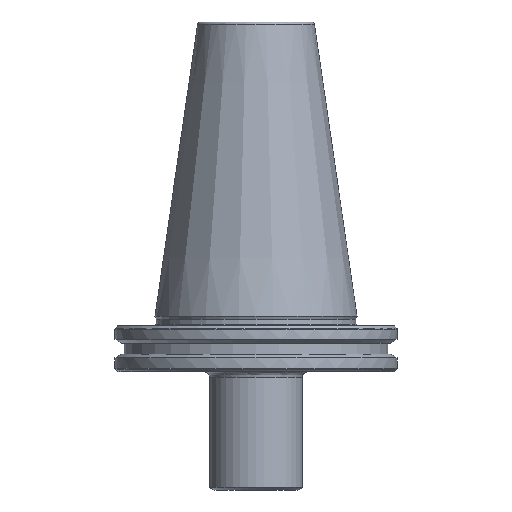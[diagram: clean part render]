
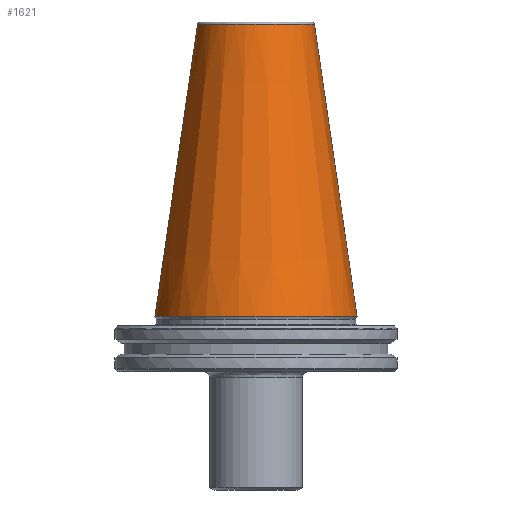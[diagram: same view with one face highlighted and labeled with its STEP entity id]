
A CAD part, front view. The second image highlights one B-rep face of the part: STEP entity #1621.
In plain terms, the highlighted conical face has half-angle 8.297 degrees and reference radius 34.925 mm.
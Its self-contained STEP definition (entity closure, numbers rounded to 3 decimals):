
#50 = CARTESIAN_POINT ( 'NONE',  ( 0., 0., 100.894 ) ) ;
#64 = ORIENTED_EDGE ( 'NONE', *, *, #1326, .T. ) ;
#97 = VERTEX_POINT ( 'NONE', #2266 ) ;
#143 = EDGE_CURVE ( 'NONE', #2193, #736, #421, .T. ) ;
#209 = AXIS2_PLACEMENT_3D ( 'NONE', #50, #995, #1490 ) ;
#234 = DIRECTION ( 'NONE',  ( -1., 0., 0. ) ) ;
#274 = DIRECTION ( 'NONE',  ( 0., 0., -1. ) ) ;
#322 = CARTESIAN_POINT ( 'NONE',  ( -34.925, 0., 0. ) ) ;
#338 = VECTOR ( 'NONE', #2860, 1000. ) ;
#358 = CARTESIAN_POINT ( 'NONE',  ( 0., 0., 0. ) ) ;
#421 = CIRCLE ( 'NONE', #542, 34.925 ) ;
#480 = CARTESIAN_POINT ( 'NONE',  ( 34.925, 0., 0. ) ) ;
#542 = AXIS2_PLACEMENT_3D ( 'NONE', #1261, #1472, #1455 ) ;
#736 = VERTEX_POINT ( 'NONE', #480 ) ;
#856 = CARTESIAN_POINT ( 'NONE',  ( -34.925, 0., 0. ) ) ;
#995 = DIRECTION ( 'NONE',  ( 0., 0., -1. ) ) ;
#1130 = EDGE_CURVE ( 'NONE', #97, #2193, #2018, .T. ) ;
#1150 = CIRCLE ( 'NONE', #209, 20.211 ) ;
#1213 = ORIENTED_EDGE ( 'NONE', *, *, #1719, .F. ) ;
#1261 = CARTESIAN_POINT ( 'NONE',  ( 0., 0., 0. ) ) ;
#1326 = EDGE_CURVE ( 'NONE', #1462, #97, #1150, .T. ) ;
#1455 = DIRECTION ( 'NONE',  ( -1., 0., 0. ) ) ;
#1462 = VERTEX_POINT ( 'NONE', #2509 ) ;
#1472 = DIRECTION ( 'NONE',  ( 0., 0., 1. ) ) ;
#1490 = DIRECTION ( 'NONE',  ( -1., 0., 0. ) ) ;
#1608 = AXIS2_PLACEMENT_3D ( 'NONE', #358, #274, #234 ) ;
#1621 = ADVANCED_FACE ( 'NONE', ( #1797 ), #2939, .T. ) ;
#1670 = DIRECTION ( 'NONE',  ( -0.144, 0., -0.99 ) ) ;
#1719 = EDGE_CURVE ( 'NONE', #1462, #736, #2153, .T. ) ;
#1797 = FACE_OUTER_BOUND ( 'NONE', #1825, .T. ) ;
#1825 = EDGE_LOOP ( 'NONE', ( #1213, #64, #2186, #2326 ) ) ;
#2018 = LINE ( 'NONE', #322, #2149 ) ;
#2149 = VECTOR ( 'NONE', #1670, 1000. ) ;
#2153 = LINE ( 'NONE', #2882, #338 ) ;
#2186 = ORIENTED_EDGE ( 'NONE', *, *, #1130, .T. ) ;
#2193 = VERTEX_POINT ( 'NONE', #856 ) ;
#2266 = CARTESIAN_POINT ( 'NONE',  ( -20.211, 0., 100.894 ) ) ;
#2326 = ORIENTED_EDGE ( 'NONE', *, *, #143, .T. ) ;
#2509 = CARTESIAN_POINT ( 'NONE',  ( 20.211, 0., 100.894 ) ) ;
#2860 = DIRECTION ( 'NONE',  ( 0.144, 0., -0.99 ) ) ;
#2882 = CARTESIAN_POINT ( 'NONE',  ( 34.925, 0., 0. ) ) ;
#2939 = CONICAL_SURFACE ( 'NONE', #1608, 34.925, 0.145 ) ;
